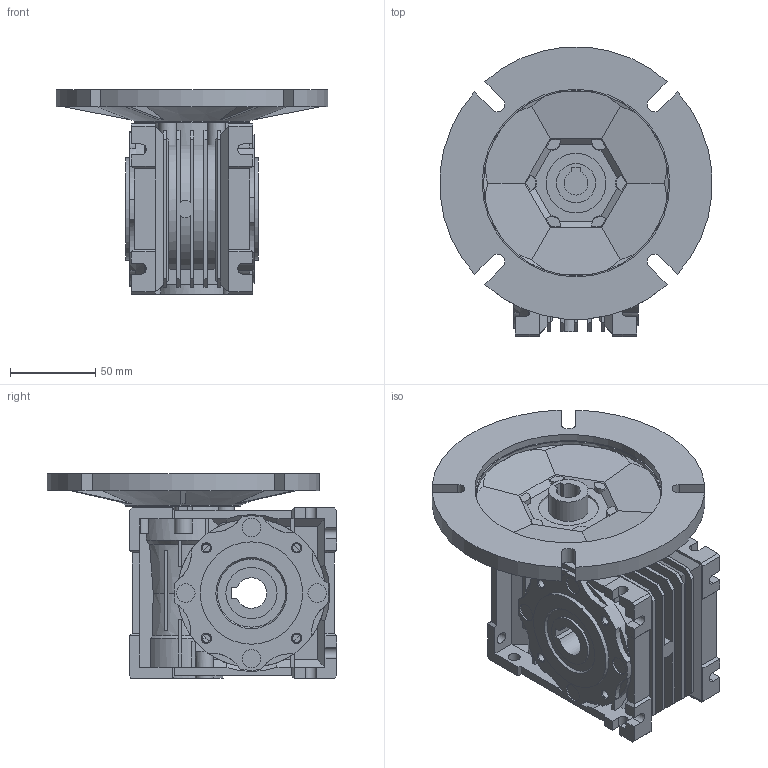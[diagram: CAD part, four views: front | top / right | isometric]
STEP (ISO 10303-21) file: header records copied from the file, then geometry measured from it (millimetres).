
FILE_DESCRIPTION(('STEP AP203'), '1');
FILE_NAME('凎劌膷闉 NMRV 040(71B5)', '', ('UNSPECIFIED'), ('UNSPECIFIED'), 'ASCON STEP Converter 1.3', 'ASCON Math Kernel', '');
FILE_SCHEMA(('CONFIG_CONTROL_DESIGN'));
Length unit declared in the file: millimetre
Products named in the file (5): 1; 2; _VB 040-14 (14); _40-71 B5
Assembly tree (4 placements, depth 2):
  (unnamed)
    1
    2
    _VB 040-14 (14)
    _40-71 B5
Bounding box: 159.47 x 169.74 x 120 mm (x, y, z)
Volume: 776036.7 mm3; surface area: 198238.1 mm2
Topology: 4 solids, 4 shells, 759 faces, 2153 edges, 1397 vertices
Faces by surface type: plane 512, cylinder 182, cone 63, torus 2
Full cylindrical faces by diameter (mm): 4.917 x10, 5.55 x3, 7 x6, 10 x6, 10.8 x4, 11 x6, 16 x1, 23 x2, 28 x1, 30 x3, 35 x1, 36 x1, 40 x1, 47 x1, 60 x2, 67.5 x1, 75 x1, 108.5 x1, 110 x1
Entity records: 33219 total; most frequent: CARTESIAN_POINT 7528, ORIENTED_EDGE 4146, DIRECTION 3900, EDGE_CURVE 2073, VERTEX_POINT 1389, AXIS2_PLACEMENT_3D 1327, LINE 1246, VECTOR 1246
